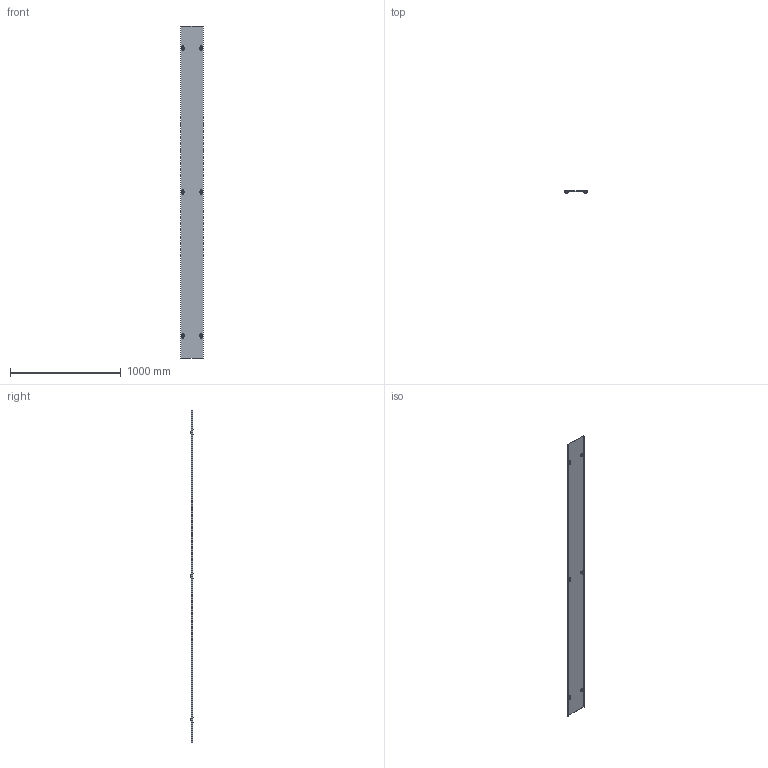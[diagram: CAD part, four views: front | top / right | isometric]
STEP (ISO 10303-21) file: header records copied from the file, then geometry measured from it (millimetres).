
FILE_DESCRIPTION (( 'STEP AP214' ), '1' );
FILE_NAME ('6052208.stp', '2019-04-16T06:27:23', ( '' ), ( '' ), 'SwSTEP 2.0', 'SolidWorks 2018', '' );
FILE_SCHEMA (( 'AUTOMOTIVE_DESIGN' ));
Length unit declared in the file: millimetre
Products named in the file (4): 099600_Standard; 109905_quadratisch; 116611_200x3000 s=1,5; 6052208
Assembly tree (13 placements, depth 2):
  6052208
    116611_200x3000 s=1,5
    109905_quadratisch  x6
    099600_Standard  x6
Bounding box: 205 x 21.36 x 3000 mm (x, y, z)
Volume: 1042208.8 mm3; surface area: 1393750.1 mm2
Topology: 13 solids, 13 shells, 582 faces, 1536 edges, 986 vertices
Faces by surface type: plane 216, bspline 204, cylinder 72, cone 66, torus 24
Entity records: 5876 total; most frequent: CARTESIAN_POINT 2881, ORIENTED_EDGE 648, DIRECTION 485, EDGE_CURVE 324, VERTEX_POINT 211, AXIS2_PLACEMENT_3D 175, EDGE_LOOP 139, VECTOR 135
